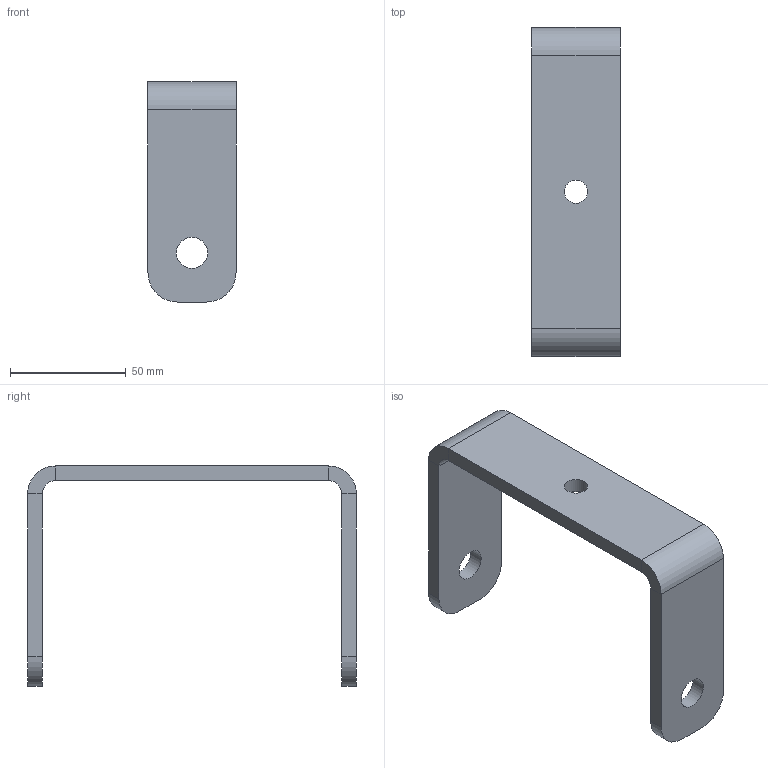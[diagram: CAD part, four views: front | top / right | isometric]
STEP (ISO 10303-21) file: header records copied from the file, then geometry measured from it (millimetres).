
FILE_DESCRIPTION(/* description */ ('STEP AP242','CAx-IF Rec.Pracs.---Representation and Presentation of Product Manufacturing Information (PMI)---4.0---2014-10-13','CAx-IF Rec.Pracs.---3D Tessellated Geometry---0.4---2014-09-14','2;1','CAx-IF Rec.Pracs.---User Defined Attributes---1.5---2016-08-15'),/* implementation_level */ '2;1');
FILE_NAME(/* name */ '6908a92d8850985ec856bb0f',/* time_stamp */ '2025-11-03T13:07:57Z',/* author */ (''),/* organization */ (''),/* preprocessor_version */ 'ST-DEVELOPER v20',/* originating_system */ 'ONSHAPE BY PTC INC, 1.206',/* authorisation */ ' ');
FILE_SCHEMA (('AP242_MANAGED_MODEL_BASED_3D_ENGINEERING_MIM_LF { 1 0 10303 442 1 1 4 }'));
Length unit declared in the file: metre
Products named in the file (1): Part 1
Bounding box: 38.1 x 142.24 x 95.25 mm (x, y, z)
Volume: 72380.5 mm3; surface area: 27849.5 mm2
Topology: 1 solids, 1 shells, 29 faces, 66 edges, 39 vertices
Faces by surface type: plane 18, cylinder 11
Full cylindrical faces by diameter (mm): 10.084 x1, 13.492 x2
Entity records: 812 total; most frequent: DIRECTION 144, CARTESIAN_POINT 130, ORIENTED_EDGE 124, EDGE_CURVE 62, AXIS2_PLACEMENT_3D 52, LINE 40, VECTOR 40, VERTEX_POINT 38
